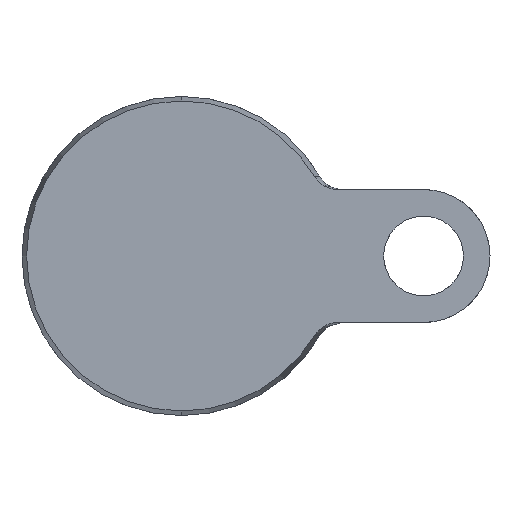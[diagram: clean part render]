
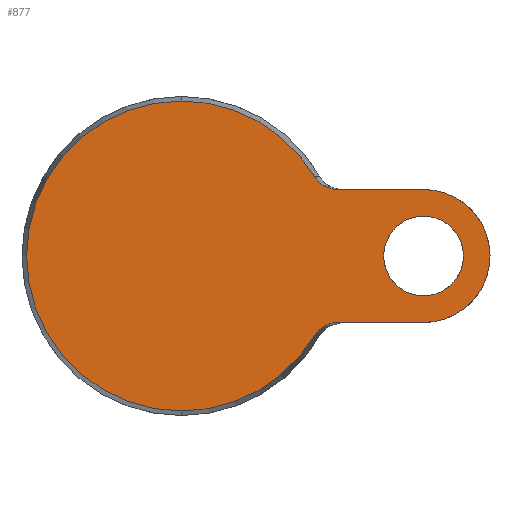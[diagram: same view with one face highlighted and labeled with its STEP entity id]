
A CAD part, front view. The second image highlights one B-rep face of the part: STEP entity #877.
In plain terms, the highlighted planar face has unit normal (0, -1, 0).
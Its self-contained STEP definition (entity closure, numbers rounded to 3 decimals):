
#4 = ORIENTED_EDGE ( 'NONE', *, *, #363, .F. ) ;
#16 = VECTOR ( 'NONE', #516, 1000. ) ;
#20 = ORIENTED_EDGE ( 'NONE', *, *, #293, .T. ) ;
#28 = CARTESIAN_POINT ( 'NONE',  ( 27.057, 0., 13.048 ) ) ;
#33 = B_SPLINE_CURVE_WITH_KNOTS ( 'NONE', 3,
 ( #940, #1165, #735, #1274, #478, #251, #728, #1183, #833, #966, #135, #591, #850 ),
 .UNSPECIFIED., .F., .F.,
 ( 4, 2, 2, 1, 2, 2, 4 ),
 ( 0., 0.001, 0.002, 0.003, 0.003, 0.004, 0.005 ),
 .UNSPECIFIED. ) ;
#36 = ORIENTED_EDGE ( 'NONE', *, *, #561, .F. ) ;
#43 = ORIENTED_EDGE ( 'NONE', *, *, #1467, .T. ) ;
#46 = CARTESIAN_POINT ( 'NONE',  ( 29.374, 0., 12.5 ) ) ;
#49 = AXIS2_PLACEMENT_3D ( 'NONE', #839, #380, #1277 ) ;
#69 = LINE ( 'NONE', #1337, #16 ) ;
#75 = CIRCLE ( 'NONE', #773, 7.5 ) ;
#76 = CIRCLE ( 'NONE', #49, 29.143 ) ;
#111 = CARTESIAN_POINT ( 'NONE',  ( 0., 0., 0. ) ) ;
#129 = DIRECTION ( 'NONE',  ( 0., 0., -1. ) ) ;
#135 = CARTESIAN_POINT ( 'NONE',  ( 28.503, 0., -12.556 ) ) ;
#144 = CIRCLE ( 'NONE', #983, 29.143 ) ;
#161 = CARTESIAN_POINT ( 'NONE',  ( 45.5, 0., 0. ) ) ;
#189 = VERTEX_POINT ( 'NONE', #1041 ) ;
#224 = LINE ( 'NONE', #678, #793 ) ;
#241 = CARTESIAN_POINT ( 'NONE',  ( 45.5, 0., 0. ) ) ;
#251 = CARTESIAN_POINT ( 'NONE',  ( 26.497, 0., -13.379 ) ) ;
#254 = CARTESIAN_POINT ( 'NONE',  ( 25.011, 0., -14.959 ) ) ;
#256 = VERTEX_POINT ( 'NONE', #487 ) ;
#257 = ORIENTED_EDGE ( 'NONE', *, *, #445, .T. ) ;
#263 = CIRCLE ( 'NONE', #1002, 29.143 ) ;
#273 = VERTEX_POINT ( 'NONE', #254 ) ;
#275 = CARTESIAN_POINT ( 'NONE',  ( 25.507, 0., 14.24 ) ) ;
#280 = VERTEX_POINT ( 'NONE', #712 ) ;
#285 = DIRECTION ( 'NONE',  ( 0., 1., 0. ) ) ;
#293 = EDGE_CURVE ( 'NONE', #256, #354, #806, .T. ) ;
#326 = CARTESIAN_POINT ( 'NONE',  ( -29.143, 0., 0. ) ) ;
#335 = AXIS2_PLACEMENT_3D ( 'NONE', #1010, #285, #1459 ) ;
#340 = CARTESIAN_POINT ( 'NONE',  ( 0., 0., 29.143 ) ) ;
#343 = DIRECTION ( 'NONE',  ( 0., 0., -1. ) ) ;
#354 = VERTEX_POINT ( 'NONE', #513 ) ;
#363 = EDGE_CURVE ( 'NONE', #189, #880, #1454, .T. ) ;
#377 = CARTESIAN_POINT ( 'NONE',  ( 25.976, 0., 13.785 ) ) ;
#380 = DIRECTION ( 'NONE',  ( 0., -1., 0. ) ) ;
#386 = CARTESIAN_POINT ( 'NONE',  ( 27.869, 0., 12.721 ) ) ;
#397 = CARTESIAN_POINT ( 'NONE',  ( 28.933, 0., 12.5 ) ) ;
#445 = EDGE_CURVE ( 'NONE', #1349, #527, #263, .T. ) ;
#462 = DIRECTION ( 'NONE',  ( 0., 0., 1. ) ) ;
#478 = CARTESIAN_POINT ( 'NONE',  ( 26.146, 0., -13.64 ) ) ;
#484 = CARTESIAN_POINT ( 'NONE',  ( 26.678, 0., 13.261 ) ) ;
#487 = CARTESIAN_POINT ( 'NONE',  ( 45.5, 0., 7.5 ) ) ;
#504 = CARTESIAN_POINT ( 'NONE',  ( 26.144, 0., 13.642 ) ) ;
#513 = CARTESIAN_POINT ( 'NONE',  ( 45.5, 0., -7.5 ) ) ;
#516 = DIRECTION ( 'NONE',  ( -1., 0., 0. ) ) ;
#517 = ORIENTED_EDGE ( 'NONE', *, *, #691, .T. ) ;
#527 = VERTEX_POINT ( 'NONE', #1466 ) ;
#553 = FACE_OUTER_BOUND ( 'NONE', #717, .T. ) ;
#561 = EDGE_CURVE ( 'NONE', #1204, #189, #224, .T. ) ;
#580 = EDGE_CURVE ( 'NONE', #815, #1349, #144, .T. ) ;
#591 = CARTESIAN_POINT ( 'NONE',  ( 28.933, 0., -12.5 ) ) ;
#600 = ORIENTED_EDGE ( 'NONE', *, *, #1114, .F. ) ;
#616 = DIRECTION ( 'NONE',  ( 0., 0., 1. ) ) ;
#640 = ORIENTED_EDGE ( 'NONE', *, *, #683, .T. ) ;
#652 = ORIENTED_EDGE ( 'NONE', *, *, #580, .T. ) ;
#676 = FACE_BOUND ( 'NONE', #1263, .T. ) ;
#678 = CARTESIAN_POINT ( 'NONE',  ( 15., 0., 12.5 ) ) ;
#683 = EDGE_CURVE ( 'NONE', #1204, #815, #701, .T. ) ;
#684 = CARTESIAN_POINT ( 'NONE',  ( 45.5, 0., -12.5 ) ) ;
#691 = EDGE_CURVE ( 'NONE', #273, #280, #33, .T. ) ;
#696 = EDGE_CURVE ( 'NONE', #354, #256, #75, .T. ) ;
#701 = B_SPLINE_CURVE_WITH_KNOTS ( 'NONE', 3,
 ( #46, #397, #955, #386, #718, #843, #28, #484, #948, #504, #377, #275, #1397, #972 ),
 .UNSPECIFIED., .F., .F.,
 ( 4, 2, 2, 2, 2, 2, 4 ),
 ( 0., 0.001, 0.002, 0.003, 0.003, 0.004, 0.005 ),
 .UNSPECIFIED. ) ;
#704 = DIRECTION ( 'NONE',  ( 0., -1., 0. ) ) ;
#706 = DIRECTION ( 'NONE',  ( 0., 1., 0. ) ) ;
#712 = CARTESIAN_POINT ( 'NONE',  ( 29.374, 0., -12.5 ) ) ;
#717 = EDGE_LOOP ( 'NONE', ( #36, #640, #652, #257, #43, #517, #600, #4 ) ) ;
#718 = CARTESIAN_POINT ( 'NONE',  ( 27.659, 0., 12.79 ) ) ;
#728 = CARTESIAN_POINT ( 'NONE',  ( 26.862, 0., -13.142 ) ) ;
#735 = CARTESIAN_POINT ( 'NONE',  ( 25.508, 0., -14.24 ) ) ;
#773 = AXIS2_PLACEMENT_3D ( 'NONE', #161, #1288, #616 ) ;
#793 = VECTOR ( 'NONE', #1132, 1000. ) ;
#806 = CIRCLE ( 'NONE', #1000, 7.5 ) ;
#815 = VERTEX_POINT ( 'NONE', #1437 ) ;
#833 = CARTESIAN_POINT ( 'NONE',  ( 27.662, 0., -12.789 ) ) ;
#839 = CARTESIAN_POINT ( 'NONE',  ( 0., 0., 0. ) ) ;
#843 = CARTESIAN_POINT ( 'NONE',  ( 27.253, 0., 12.954 ) ) ;
#850 = CARTESIAN_POINT ( 'NONE',  ( 29.374, 0., -12.5 ) ) ;
#877 = ADVANCED_FACE ( 'NONE', ( #553, #676 ), #1122, .F. ) ;
#880 = VERTEX_POINT ( 'NONE', #684 ) ;
#890 = AXIS2_PLACEMENT_3D ( 'NONE', #326, #1471, #1014 ) ;
#934 = CARTESIAN_POINT ( 'NONE',  ( 0., 0., 0. ) ) ;
#940 = CARTESIAN_POINT ( 'NONE',  ( 25.011, 0., -14.959 ) ) ;
#948 = CARTESIAN_POINT ( 'NONE',  ( 26.495, 0., 13.38 ) ) ;
#955 = CARTESIAN_POINT ( 'NONE',  ( 28.502, 0., 12.556 ) ) ;
#966 = CARTESIAN_POINT ( 'NONE',  ( 27.871, 0., -12.72 ) ) ;
#972 = CARTESIAN_POINT ( 'NONE',  ( 25.011, 0., 14.959 ) ) ;
#983 = AXIS2_PLACEMENT_3D ( 'NONE', #111, #1020, #343 ) ;
#1000 = AXIS2_PLACEMENT_3D ( 'NONE', #241, #706, #462 ) ;
#1002 = AXIS2_PLACEMENT_3D ( 'NONE', #934, #704, #129 ) ;
#1010 = CARTESIAN_POINT ( 'NONE',  ( 45.5, 0., 0. ) ) ;
#1014 = DIRECTION ( 'NONE',  ( 0., 0., 1. ) ) ;
#1020 = DIRECTION ( 'NONE',  ( 0., -1., 0. ) ) ;
#1041 = CARTESIAN_POINT ( 'NONE',  ( 45.5, 0., 12.5 ) ) ;
#1104 = CARTESIAN_POINT ( 'NONE',  ( 29.374, 0., 12.5 ) ) ;
#1114 = EDGE_CURVE ( 'NONE', #880, #280, #69, .T. ) ;
#1122 = PLANE ( 'NONE',  #890 ) ;
#1132 = DIRECTION ( 'NONE',  ( 1., 0., 0. ) ) ;
#1165 = CARTESIAN_POINT ( 'NONE',  ( 25.237, 0., -14.58 ) ) ;
#1183 = CARTESIAN_POINT ( 'NONE',  ( 27.255, 0., -12.953 ) ) ;
#1204 = VERTEX_POINT ( 'NONE', #1104 ) ;
#1230 = ORIENTED_EDGE ( 'NONE', *, *, #696, .T. ) ;
#1263 = EDGE_LOOP ( 'NONE', ( #1230, #20 ) ) ;
#1274 = CARTESIAN_POINT ( 'NONE',  ( 25.977, 0., -13.784 ) ) ;
#1277 = DIRECTION ( 'NONE',  ( 0., 0., -1. ) ) ;
#1288 = DIRECTION ( 'NONE',  ( 0., 1., 0. ) ) ;
#1337 = CARTESIAN_POINT ( 'NONE',  ( 15., 0., -12.5 ) ) ;
#1349 = VERTEX_POINT ( 'NONE', #340 ) ;
#1397 = CARTESIAN_POINT ( 'NONE',  ( 25.237, 0., 14.58 ) ) ;
#1437 = CARTESIAN_POINT ( 'NONE',  ( 25.011, 0., 14.959 ) ) ;
#1454 = CIRCLE ( 'NONE', #335, 12.5 ) ;
#1459 = DIRECTION ( 'NONE',  ( 0., 0., -1. ) ) ;
#1466 = CARTESIAN_POINT ( 'NONE',  ( 0., 0., -29.143 ) ) ;
#1467 = EDGE_CURVE ( 'NONE', #527, #273, #76, .T. ) ;
#1471 = DIRECTION ( 'NONE',  ( 0., 1., 0. ) ) ;
